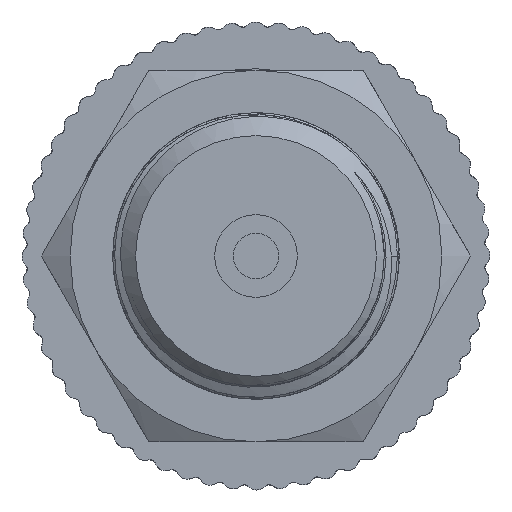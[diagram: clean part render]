
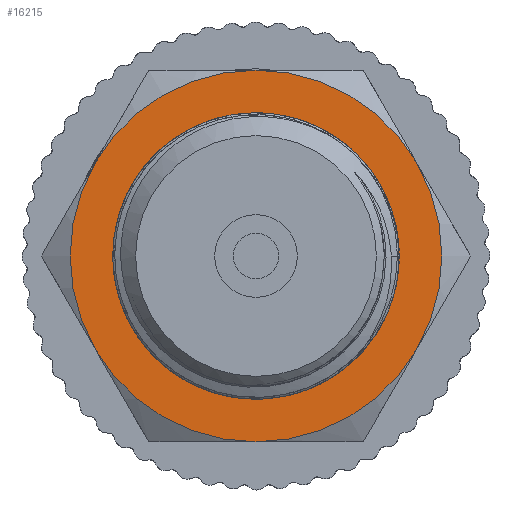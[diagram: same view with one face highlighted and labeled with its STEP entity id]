
A CAD part, left-side view. The second image highlights one B-rep face of the part: STEP entity #16215.
In plain terms, the highlighted planar face has unit normal (-1, 0, 0).
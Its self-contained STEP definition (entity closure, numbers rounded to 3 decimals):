
#597=PLANE('',#17087);
#913=FACE_BOUND('',#2208,.T.);
#1274=FACE_OUTER_BOUND('',#2207,.T.);
#2207=EDGE_LOOP('',(#12505));
#2208=EDGE_LOOP('',(#12506));
#2934=CIRCLE('',#17077,10.);
#2936=CIRCLE('',#17085,13.5);
#7094=VERTEX_POINT('',#35272);
#7095=VERTEX_POINT('',#37126);
#9074=EDGE_CURVE('',#7094,#7094,#2934,.T.);
#9082=EDGE_CURVE('',#7095,#7095,#2936,.T.);
#12505=ORIENTED_EDGE('',*,*,#9082,.F.);
#12506=ORIENTED_EDGE('',*,*,#9074,.T.);
#16215=ADVANCED_FACE('',(#1274,#913),#597,.T.);
#17077=AXIS2_PLACEMENT_3D('',#35273,#18466,#18467);
#17085=AXIS2_PLACEMENT_3D('',#37128,#18485,#18486);
#17087=AXIS2_PLACEMENT_3D('',#37130,#18489,#18490);
#18466=DIRECTION('center_axis',(1.,0.,0.));
#18467=DIRECTION('ref_axis',(0.,0.,-1.));
#18485=DIRECTION('center_axis',(1.,0.,0.));
#18486=DIRECTION('ref_axis',(0.,0.,-1.));
#18489=DIRECTION('center_axis',(-1.,0.,0.));
#18490=DIRECTION('ref_axis',(0.,0.,1.));
#35272=CARTESIAN_POINT('',(-47.,0.,10.));
#35273=CARTESIAN_POINT('Origin',(-47.,0.,0.));
#37126=CARTESIAN_POINT('',(-47.,-13.5,0.));
#37128=CARTESIAN_POINT('Origin',(-47.,0.,0.));
#37130=CARTESIAN_POINT('Origin',(-47.,13.5,0.));
